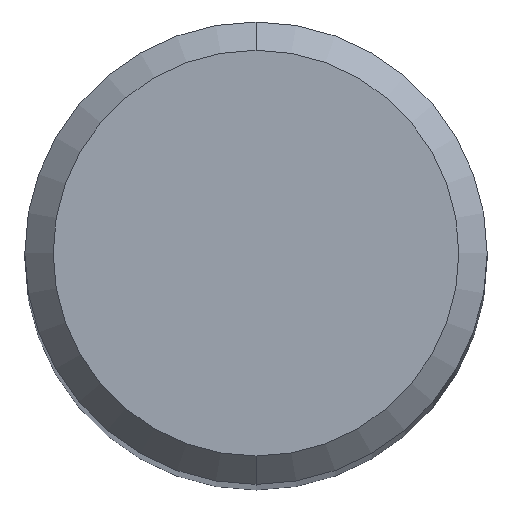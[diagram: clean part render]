
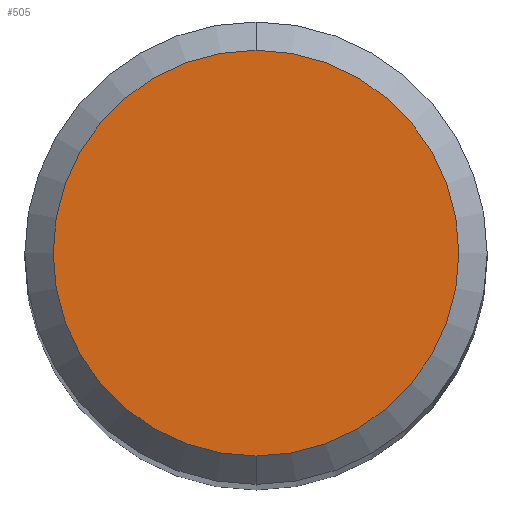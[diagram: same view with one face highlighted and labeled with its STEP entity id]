
A CAD part, top view. The second image highlights one B-rep face of the part: STEP entity #505.
In plain terms, the highlighted planar face has unit normal (0, 0, 1).
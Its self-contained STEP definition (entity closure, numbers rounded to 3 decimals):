
#277=VERTEX_POINT('',#670);
#337=EDGE_CURVE('',#277,#387,#738,.T.);
#387=VERTEX_POINT('',#793);
#505=ADVANCED_FACE('',(#925),#926,.T.);
#575=EDGE_CURVE('',#387,#277,#1002,.T.);
#670=CARTESIAN_POINT('',(0.,-2.842,0.0));
#738=CIRCLE('',#1284,2.842);
#793=CARTESIAN_POINT('',(0.0,2.842,0.0));
#925=FACE_OUTER_BOUND('',#1640,.T.);
#926=PLANE('',#1641);
#1002=CIRCLE('',#1755,2.842);
#1284=AXIS2_PLACEMENT_3D('',#1935,#1936,#1937);
#1640=EDGE_LOOP('',(#2154,#2155));
#1641=AXIS2_PLACEMENT_3D('',#2156,#2157,#2158);
#1755=AXIS2_PLACEMENT_3D('',#2232,#2233,#2234);
#1935=CARTESIAN_POINT('',(0.0,0.0,0.0));
#1936=DIRECTION('',(0.0,0.0,-1.0));
#1937=DIRECTION('',(0.0,1.0,0.0));
#2154=ORIENTED_EDGE('',*,*,#575,.F.);
#2155=ORIENTED_EDGE('',*,*,#337,.F.);
#2156=CARTESIAN_POINT('',(0.0,1.421,0.0));
#2157=DIRECTION('',(-0.0,0.0,1.0));
#2158=DIRECTION('',(0.0,-1.0,0.0));
#2232=CARTESIAN_POINT('',(0.0,0.0,0.0));
#2233=DIRECTION('',(0.0,0.0,-1.0));
#2234=DIRECTION('',(0.0,1.0,0.0));
